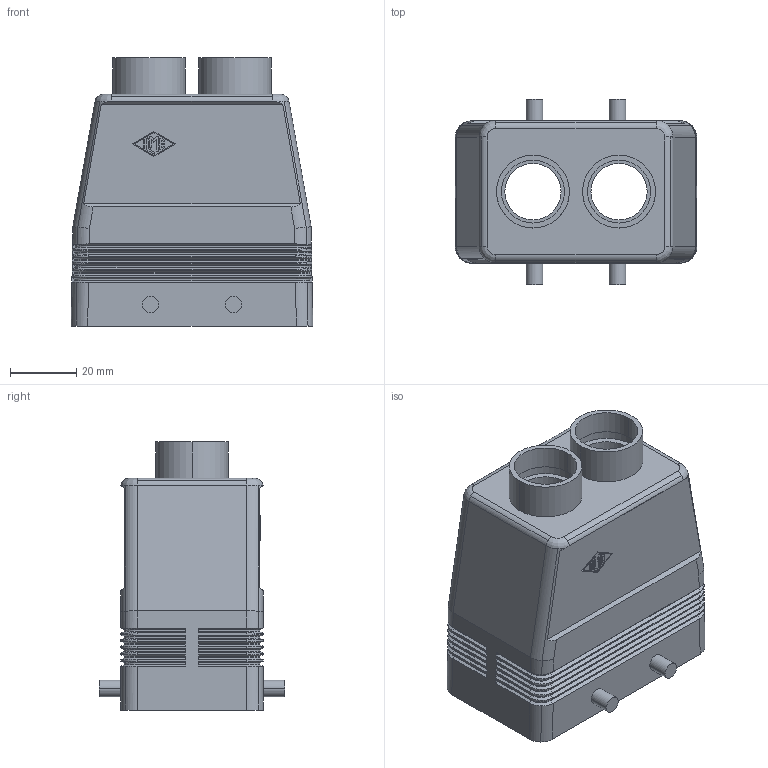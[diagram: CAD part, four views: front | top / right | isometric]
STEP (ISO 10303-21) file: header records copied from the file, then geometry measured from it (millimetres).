
FILE_DESCRIPTION((''),'2;1');
FILE_NAME('CAV 10.213.stp','2007-01-02T16:43:00',('gembarski'),(''),'Autodesk Inventor 7','Autodesk Inventor 7','');
FILE_SCHEMA(('AUTOMOTIVE_DESIGN { 1 0 10303 214 1 1 1 1 }'));
Length unit declared in the file: millimetre
Products named in the file (1): CAV 10.213
Bounding box: 73 x 56 x 81 mm (x, y, z)
Volume: 55207.1 mm3; surface area: 37801.7 mm2
Topology: 1 solids, 1 shells, 450 faces, 1125 edges, 690 vertices
Faces by surface type: plane 148, bspline 146, cylinder 132, cone 24
Entity records: 14670 total; most frequent: CARTESIAN_POINT 4464, ORIENTED_EDGE 2234, DIRECTION 1911, EDGE_CURVE 1117, VECTOR 733, LINE 733, VERTEX_POINT 690, AXIS2_PLACEMENT_3D 589
